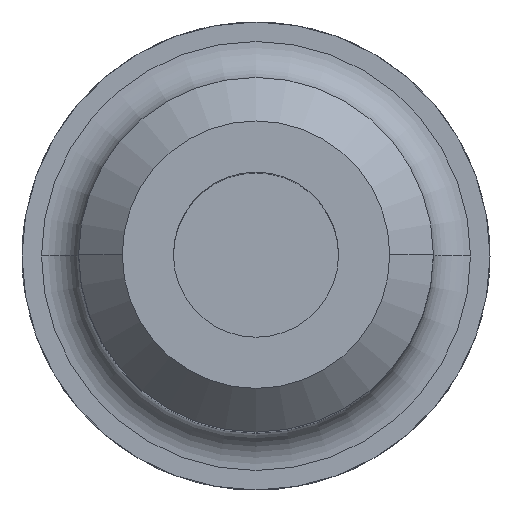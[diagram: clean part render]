
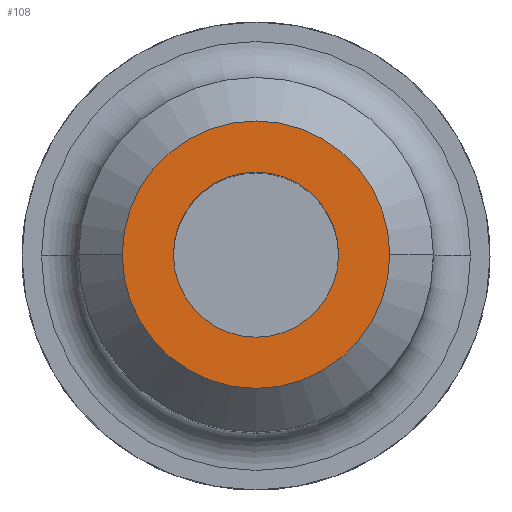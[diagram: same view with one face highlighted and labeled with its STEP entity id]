
A CAD part, top view. The second image highlights one B-rep face of the part: STEP entity #108.
In plain terms, the highlighted planar face has unit normal (0, 0, 1).
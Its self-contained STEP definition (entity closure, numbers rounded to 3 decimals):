
#29 = ORIENTED_EDGE ( 'NONE', *, *, #332, .F. ) ;
#70 = CARTESIAN_POINT ( 'NONE',  ( -18., 0., 127. ) ) ;
#87 = PLANE ( 'NONE',  #404 ) ;
#108 = ADVANCED_FACE ( 'NONE', ( #549, #172 ), #87, .F. ) ;
#168 = CARTESIAN_POINT ( 'NONE',  ( 0., 0., 127. ) ) ;
#172 = FACE_OUTER_BOUND ( 'NONE', #1200, .T. ) ;
#289 = CARTESIAN_POINT ( 'NONE',  ( 18., 0., 127. ) ) ;
#323 = EDGE_CURVE ( 'NONE', #1325, #1352, #993, .T. ) ;
#332 = EDGE_CURVE ( 'NONE', #1352, #1325, #470, .T. ) ;
#368 = CARTESIAN_POINT ( 'NONE',  ( -11.112, 0., 127. ) ) ;
#404 = AXIS2_PLACEMENT_3D ( 'NONE', #1571, #1217, #1070 ) ;
#420 = ORIENTED_EDGE ( 'NONE', *, *, #1144, .T. ) ;
#462 = ORIENTED_EDGE ( 'NONE', *, *, #548, .T. ) ;
#470 = CIRCLE ( 'NONE', #634, 18. ) ;
#548 = EDGE_CURVE ( 'NONE', #1271, #1104, #981, .T. ) ;
#549 = FACE_BOUND ( 'NONE', #1577, .T. ) ;
#559 = AXIS2_PLACEMENT_3D ( 'NONE', #725, #1458, #1582 ) ;
#605 = DIRECTION ( 'NONE',  ( 0., 0., -1. ) ) ;
#634 = AXIS2_PLACEMENT_3D ( 'NONE', #168, #817, #810 ) ;
#725 = CARTESIAN_POINT ( 'NONE',  ( 0., 0., 127. ) ) ;
#810 = DIRECTION ( 'NONE',  ( -1., 0., 0. ) ) ;
#817 = DIRECTION ( 'NONE',  ( 0., 0., -1. ) ) ;
#976 = DIRECTION ( 'NONE',  ( -1., 0., 0. ) ) ;
#981 = CIRCLE ( 'NONE', #559, 11.112 ) ;
#993 = CIRCLE ( 'NONE', #1455, 18. ) ;
#995 = CARTESIAN_POINT ( 'NONE',  ( 0., 0., 127. ) ) ;
#1057 = ORIENTED_EDGE ( 'NONE', *, *, #323, .F. ) ;
#1070 = DIRECTION ( 'NONE',  ( -1., 0., 0. ) ) ;
#1104 = VERTEX_POINT ( 'NONE', #1416 ) ;
#1144 = EDGE_CURVE ( 'NONE', #1104, #1271, #1202, .T. ) ;
#1200 = EDGE_LOOP ( 'NONE', ( #1057, #29 ) ) ;
#1202 = CIRCLE ( 'NONE', #1326, 11.112 ) ;
#1217 = DIRECTION ( 'NONE',  ( 0., 0., -1. ) ) ;
#1271 = VERTEX_POINT ( 'NONE', #368 ) ;
#1281 = DIRECTION ( 'NONE',  ( -1., 0., 0. ) ) ;
#1289 = DIRECTION ( 'NONE',  ( 0., 0., -1. ) ) ;
#1325 = VERTEX_POINT ( 'NONE', #70 ) ;
#1326 = AXIS2_PLACEMENT_3D ( 'NONE', #995, #605, #976 ) ;
#1352 = VERTEX_POINT ( 'NONE', #289 ) ;
#1406 = CARTESIAN_POINT ( 'NONE',  ( 0., 0., 127. ) ) ;
#1416 = CARTESIAN_POINT ( 'NONE',  ( 11.112, 0., 127. ) ) ;
#1455 = AXIS2_PLACEMENT_3D ( 'NONE', #1406, #1289, #1281 ) ;
#1458 = DIRECTION ( 'NONE',  ( 0., 0., -1. ) ) ;
#1571 = CARTESIAN_POINT ( 'NONE',  ( 0., 18., 127. ) ) ;
#1577 = EDGE_LOOP ( 'NONE', ( #462, #420 ) ) ;
#1582 = DIRECTION ( 'NONE',  ( -1., 0., 0. ) ) ;
